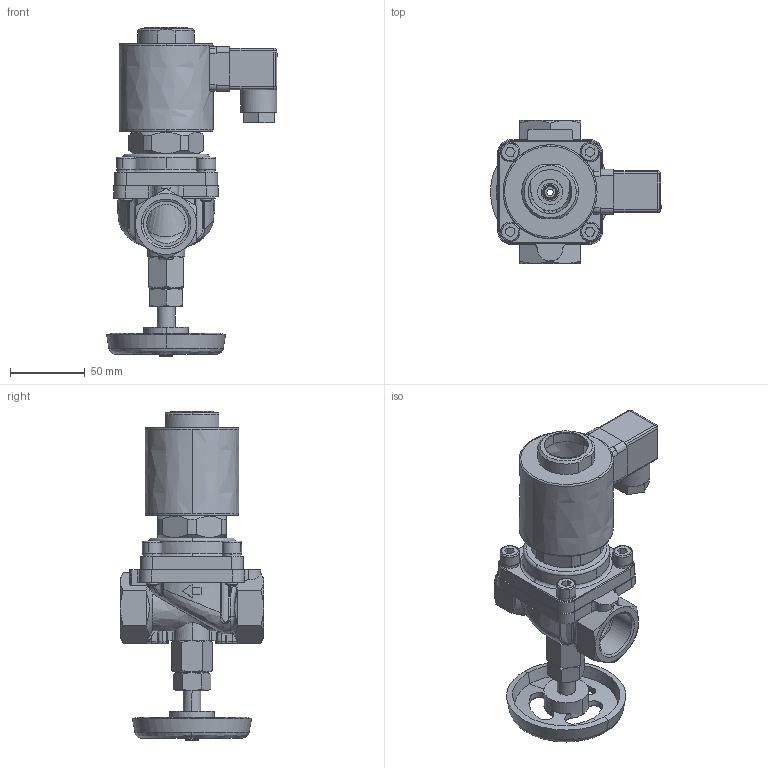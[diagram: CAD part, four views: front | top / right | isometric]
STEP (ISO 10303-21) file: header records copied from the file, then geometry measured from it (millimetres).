
FILE_DESCRIPTION (('STEP'), '1');
FILE_NAME ('A3524-25_322-HA.stp', '2025-02-25T11:42:05', ('Unknown'), ('Unknown'), 'HarmonyWare STEP v2.1.9', 'HarmonyWare Translators', '');
FILE_SCHEMA (('CONFIG_CONTROL_DESIGN'));
Length unit declared in the file: millimetre
Products named in the file (5): Volumenkörper2
Assembly tree (4 placements, depth 2):
  (unnamed)
    Volumenkörper2
    Volumenkörper2
    Volumenkörper2
    Volumenkörper2
Bounding box: 114.66 x 96 x 220.8 mm (x, y, z)
Volume: 2972.1 mm3; surface area: 93375.1 mm2
Topology: 3 solids, 4 shells, 1030 faces, 2782 edges, 1783 vertices
Faces by surface type: bspline 1030
Entity records: 46777 total; most frequent: CARTESIAN_POINT 22445, ORIENTED_EDGE 5474, EDGE_CURVE 2764, VERTEX_POINT 1780, B_SPLINE_CURVE_WITH_KNOTS 1656, EDGE_LOOP 1112, COLOUR_RGB 1034, FILL_AREA_STYLE_COLOUR 1034
